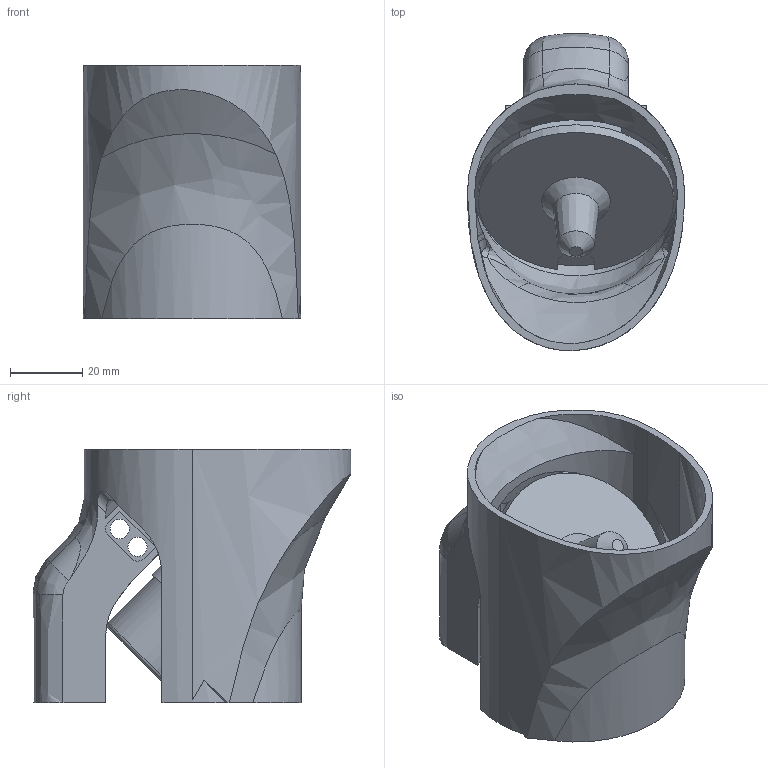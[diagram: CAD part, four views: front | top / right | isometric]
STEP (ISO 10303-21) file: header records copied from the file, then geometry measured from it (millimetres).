
FILE_DESCRIPTION(/* description */ (''),/* implementation_level */ '2;1');
FILE_NAME(/* name */ 'Mecánismo Inclinado Large.step',/* time_stamp */ '2022-03-28T21:45:56+02:00',/* author */ (''),/* organization */ (''),/* preprocessor_version */ 'ST-DEVELOPER v18.1',/* originating_system */ 'Autodesk Translation Framework v10.13.0.1454',/* authorisation */ '');
FILE_SCHEMA (('AUTOMOTIVE_DESIGN { 1 0 10303 214 3 1 1 }'));
Length unit declared in the file: millimetre
Products named in the file (9): Mecánismo Inclinado; Base; 28BYJ-48 v5 v1; Spur Gear (24 teeth); Spur Gear (8 teeth); Spur Gear (22 teeth); Spur Gear (11 teeth); Spur Gear (9 teeth) (1); Wheel
Assembly tree (8 placements, depth 3):
  Mecánismo Inclinado
    Base
    28BYJ-48 v5 v1
      Spur Gear (24 teeth)
      Spur Gear (8 teeth)
      Spur Gear (22 teeth)
      Spur Gear (11 teeth)
      Spur Gear (9 teeth) (1)
    Wheel
Bounding box: 60 x 87.72 x 70 mm (x, y, z)
Volume: 58679.3 mm3; surface area: 66513 mm2
Topology: 26 solids, 29 shells, 2054 faces, 5844 edges, 3817 vertices
Faces by surface type: cylinder 890, plane 803, bspline 323, torus 24, cone 13, sphere 1
Full cylindrical faces by diameter (mm): 1 x18, 4 x4, 4.2 x2, 5 x1, 5.3 x4, 5.6 x1, 8 x3, 8.2 x2, 9 x1, 9.5 x1, 10 x1, 12 x4, 12.8 x1, 13 x1, 24 x2, 26.4 x2, 26.6 x7, 28 x1
Entity records: 149437 total; most frequent: CARTESIAN_POINT 96094, ORIENTED_EDGE 11686, DIRECTION 10559, EDGE_CURVE 5843, VERTEX_POINT 3817, AXIS2_PLACEMENT_3D 3766, LINE 3027, VECTOR 3027
